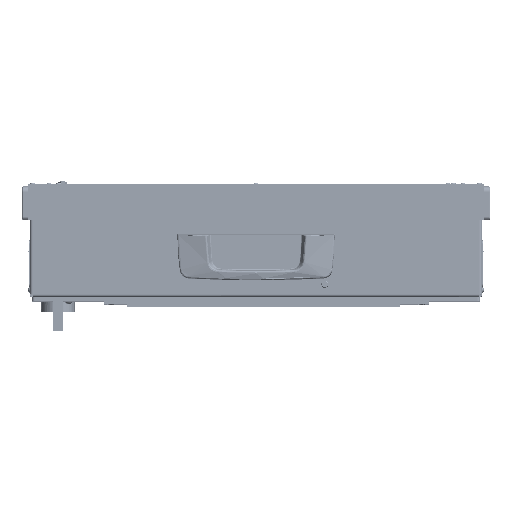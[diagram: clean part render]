
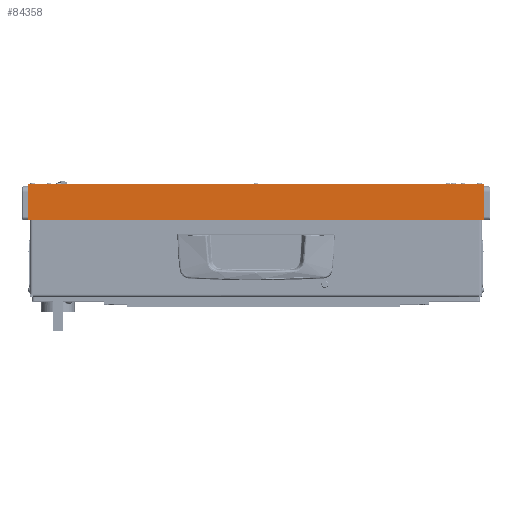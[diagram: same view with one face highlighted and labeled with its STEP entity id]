
A CAD part, top view. The second image highlights one B-rep face of the part: STEP entity #84358.
In plain terms, the highlighted face is planar.
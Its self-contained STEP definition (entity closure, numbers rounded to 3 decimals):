
#352 = EDGE_CURVE ( 'NONE', #36416, #100272, #92390, .T. ) ;
#1638 = EDGE_CURVE ( 'NONE', #36416, #106887, #87437, .T. ) ;
#5235 = ORIENTED_EDGE ( 'NONE', *, *, #1638, .F. ) ;
#5352 = DIRECTION ( 'NONE',  ( 0., 0., 1. ) ) ;
#11293 = ORIENTED_EDGE ( 'NONE', *, *, #352, .T. ) ;
#13296 = FACE_OUTER_BOUND ( 'NONE', #103516, .T. ) ;
#13539 = LINE ( 'NONE', #23885, #54038 ) ;
#23863 = CARTESIAN_POINT ( 'NONE',  ( 232., 0., -173. ) ) ;
#23885 = CARTESIAN_POINT ( 'NONE',  ( -232., 0., -173. ) ) ;
#36416 = VERTEX_POINT ( 'NONE', #76076 ) ;
#36714 = DIRECTION ( 'NONE',  ( 0., -1., 0. ) ) ;
#39370 = CARTESIAN_POINT ( 'NONE',  ( -232., 36., -173. ) ) ;
#43535 = PLANE ( 'NONE',  #51725 ) ;
#43670 = LINE ( 'NONE', #53213, #78005 ) ;
#51725 = AXIS2_PLACEMENT_3D ( 'NONE', #119866, #5352, #120295 ) ;
#53213 = CARTESIAN_POINT ( 'NONE',  ( -232., 36., -173. ) ) ;
#54038 = VECTOR ( 'NONE', #80302, 1000. ) ;
#54448 = DIRECTION ( 'NONE',  ( 0., -1., 0. ) ) ;
#76076 = CARTESIAN_POINT ( 'NONE',  ( 232., 36., -173. ) ) ;
#78005 = VECTOR ( 'NONE', #54448, 1000. ) ;
#80302 = DIRECTION ( 'NONE',  ( -1., 0., 0. ) ) ;
#84358 = ADVANCED_FACE ( 'NONE', ( #13296 ), #43535, .F. ) ;
#86746 = CARTESIAN_POINT ( 'NONE',  ( -232., 36., -173. ) ) ;
#87437 = LINE ( 'NONE', #39370, #93496 ) ;
#92390 = LINE ( 'NONE', #102797, #96940 ) ;
#93397 = ORIENTED_EDGE ( 'NONE', *, *, #103792, .T. ) ;
#93496 = VECTOR ( 'NONE', #112897, 1000. ) ;
#96940 = VECTOR ( 'NONE', #36714, 1000. ) ;
#97426 = EDGE_CURVE ( 'NONE', #106887, #117466, #43670, .T. ) ;
#100272 = VERTEX_POINT ( 'NONE', #23863 ) ;
#102797 = CARTESIAN_POINT ( 'NONE',  ( 232., 36., -173. ) ) ;
#103516 = EDGE_LOOP ( 'NONE', ( #93397, #114876, #5235, #11293 ) ) ;
#103792 = EDGE_CURVE ( 'NONE', #100272, #117466, #13539, .T. ) ;
#106887 = VERTEX_POINT ( 'NONE', #86746 ) ;
#112897 = DIRECTION ( 'NONE',  ( -1., 0., 0. ) ) ;
#114876 = ORIENTED_EDGE ( 'NONE', *, *, #97426, .F. ) ;
#117466 = VERTEX_POINT ( 'NONE', #120251 ) ;
#119866 = CARTESIAN_POINT ( 'NONE',  ( -232., 36., -173. ) ) ;
#120251 = CARTESIAN_POINT ( 'NONE',  ( -232., 0., -173. ) ) ;
#120295 = DIRECTION ( 'NONE',  ( 1., 0., 0. ) ) ;
